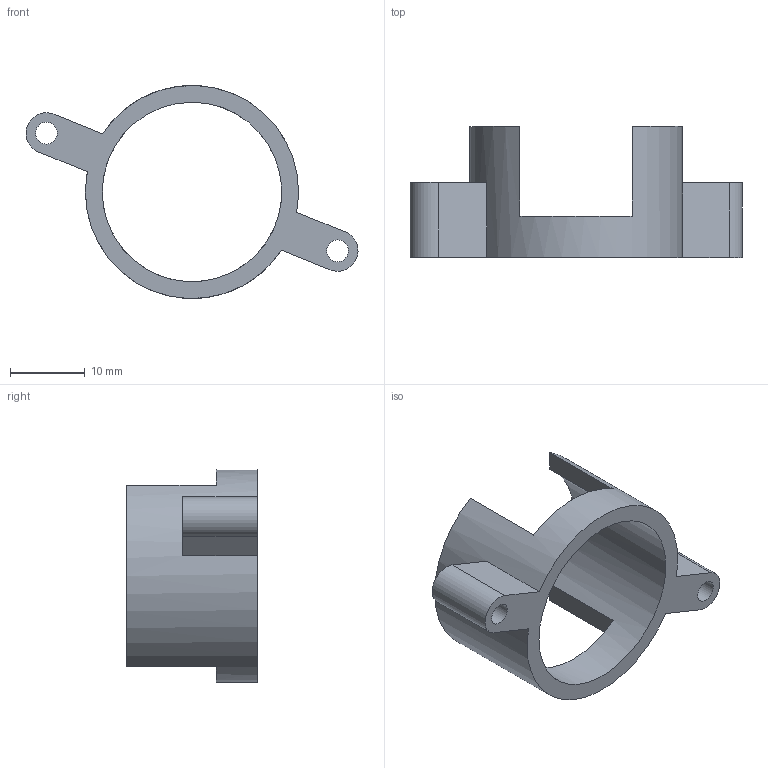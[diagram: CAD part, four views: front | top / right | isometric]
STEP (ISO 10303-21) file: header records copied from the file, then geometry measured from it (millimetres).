
FILE_DESCRIPTION(/* description */ ('Alibre Inc.'),/* implementation_level */ '2;1');
FILE_NAME(/* name */ 'export0',/* time_stamp */ '2014-01-10T17:58:45-08:00',/* author */ (''),/* organization */ (''),/* preprocessor_version */ 'ST-DEVELOPER v14',/* originating_system */ 'Alibre',/* authorisation */ '');
FILE_SCHEMA (('AUTOMOTIVE_DESIGN'));
Length unit declared in the file: centimetre
Bounding box: 44.39 x 17.5 x 28.48 mm (x, y, z)
Volume: 3229.9 mm3; surface area: 3316.2 mm2
Topology: 1 solids, 1 shells, 21 faces, 61 edges, 41 vertices
Faces by surface type: plane 15, cylinder 6
Full cylindrical faces by diameter (mm): 2.921 x2, 24 x1, 28.5 x1
Entity records: 621 total; most frequent: ORIENTED_EDGE 106, CARTESIAN_POINT 102, DIRECTION 89, EDGE_CURVE 53, VERTEX_POINT 37, AXIS2_PLACEMENT_3D 35, VECTOR 30, LINE 30
